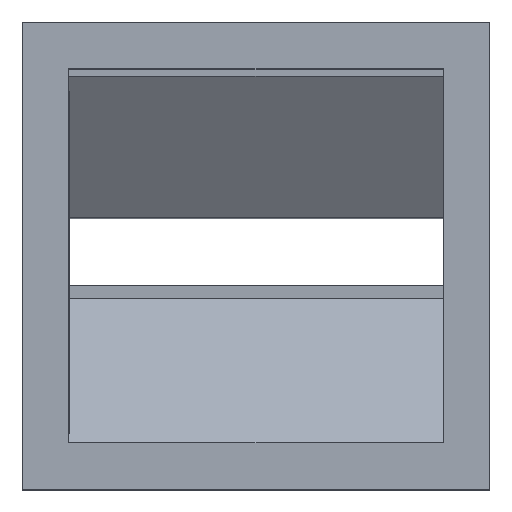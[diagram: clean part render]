
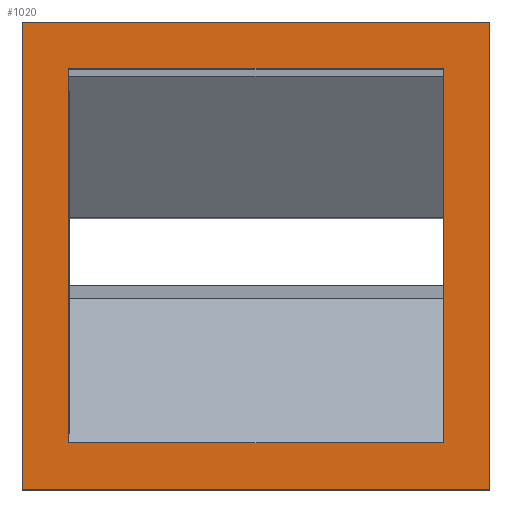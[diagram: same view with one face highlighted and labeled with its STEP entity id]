
A CAD part, top view. The second image highlights one B-rep face of the part: STEP entity #1020.
In plain terms, the highlighted planar face has unit normal (0, 0, 1).
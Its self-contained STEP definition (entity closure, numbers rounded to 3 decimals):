
#16=FACE_BOUND('',#101,.T.);
#48=FACE_OUTER_BOUND('',#100,.T.);
#100=EDGE_LOOP('',(#816,#817,#818,#819));
#101=EDGE_LOOP('',(#820,#821,#822,#823));
#204=LINE('',#1521,#348);
#208=LINE('',#1530,#352);
#211=LINE('',#1534,#355);
#219=LINE('',#1548,#363);
#222=LINE('',#1554,#366);
#224=LINE('',#1558,#368);
#226=LINE('',#1562,#370);
#228=LINE('',#1565,#372);
#348=VECTOR('',#1229,10.);
#352=VECTOR('',#1235,10.);
#355=VECTOR('',#1240,10.);
#363=VECTOR('',#1256,10.);
#366=VECTOR('',#1261,10.);
#368=VECTOR('',#1265,10.);
#370=VECTOR('',#1269,10.);
#372=VECTOR('',#1273,10.);
#474=VERTEX_POINT('',#1518);
#475=VERTEX_POINT('',#1520);
#478=VERTEX_POINT('',#1527);
#479=VERTEX_POINT('',#1529);
#482=VERTEX_POINT('',#1551);
#483=VERTEX_POINT('',#1553);
#484=VERTEX_POINT('',#1557);
#485=VERTEX_POINT('',#1561);
#588=EDGE_CURVE('',#475,#474,#204,.T.);
#592=EDGE_CURVE('',#479,#478,#208,.T.);
#595=EDGE_CURVE('',#478,#475,#211,.T.);
#603=EDGE_CURVE('',#474,#479,#219,.T.);
#606=EDGE_CURVE('',#483,#482,#222,.T.);
#608=EDGE_CURVE('',#484,#483,#224,.T.);
#610=EDGE_CURVE('',#485,#484,#226,.T.);
#612=EDGE_CURVE('',#482,#485,#228,.T.);
#816=ORIENTED_EDGE('',*,*,#612,.T.);
#817=ORIENTED_EDGE('',*,*,#610,.T.);
#818=ORIENTED_EDGE('',*,*,#608,.T.);
#819=ORIENTED_EDGE('',*,*,#606,.T.);
#820=ORIENTED_EDGE('',*,*,#592,.T.);
#821=ORIENTED_EDGE('',*,*,#595,.T.);
#822=ORIENTED_EDGE('',*,*,#588,.T.);
#823=ORIENTED_EDGE('',*,*,#603,.T.);
#969=PLANE('',#1085);
#1020=ADVANCED_FACE('',(#48,#16),#969,.T.);
#1085=AXIS2_PLACEMENT_3D('',#1566,#1274,#1275);
#1229=DIRECTION('',(1.,0.,0.));
#1235=DIRECTION('',(-1.,0.,0.));
#1240=DIRECTION('',(0.,1.,0.));
#1256=DIRECTION('',(0.,-1.,0.));
#1261=DIRECTION('',(0.,-1.,0.));
#1265=DIRECTION('',(-1.,0.,0.));
#1269=DIRECTION('',(0.,1.,0.));
#1273=DIRECTION('',(1.,0.,0.));
#1274=DIRECTION('center_axis',(0.,0.,1.));
#1275=DIRECTION('ref_axis',(1.,0.,0.));
#1518=CARTESIAN_POINT('',(79.882,46.209,70.));
#1520=CARTESIAN_POINT('',(-0.118,46.209,70.));
#1521=CARTESIAN_POINT('',(-0.118,46.209,70.));
#1527=CARTESIAN_POINT('',(-0.118,-33.791,70.));
#1529=CARTESIAN_POINT('',(79.882,-33.791,70.));
#1530=CARTESIAN_POINT('',(79.882,-33.791,70.));
#1534=CARTESIAN_POINT('',(-0.118,-33.791,70.));
#1548=CARTESIAN_POINT('',(79.882,46.209,70.));
#1551=CARTESIAN_POINT('',(-10.118,-43.791,70.));
#1553=CARTESIAN_POINT('',(-10.118,56.209,70.));
#1554=CARTESIAN_POINT('',(-10.118,-43.791,70.));
#1557=CARTESIAN_POINT('',(89.882,56.209,70.));
#1558=CARTESIAN_POINT('',(-10.118,56.209,70.));
#1561=CARTESIAN_POINT('',(89.882,-43.791,70.));
#1562=CARTESIAN_POINT('',(89.882,56.209,70.));
#1565=CARTESIAN_POINT('',(89.882,-43.791,70.));
#1566=CARTESIAN_POINT('Origin',(39.882,6.209,70.));
